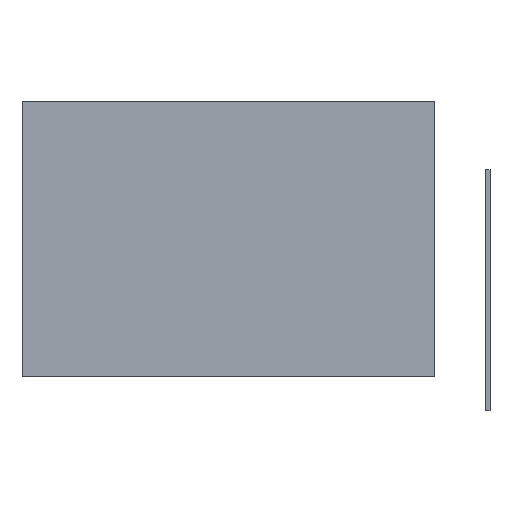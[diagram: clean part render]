
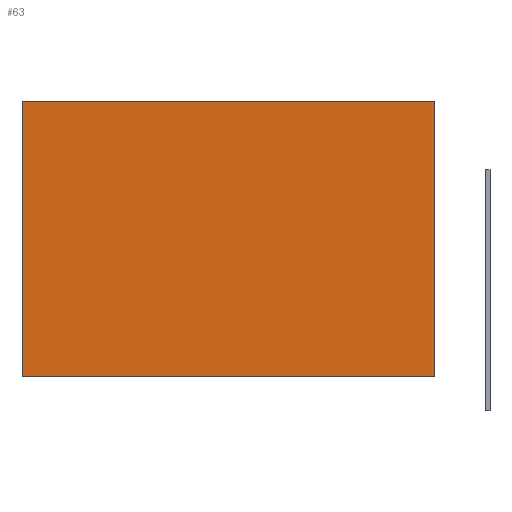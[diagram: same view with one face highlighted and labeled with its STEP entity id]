
A CAD part, top view. The second image highlights one B-rep face of the part: STEP entity #63.
In plain terms, the highlighted planar face has unit normal (0, 0, 1).
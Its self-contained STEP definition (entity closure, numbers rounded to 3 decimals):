
#63=ADVANCED_FACE('',(#99),#81,.F.);
#81=PLANE('',#374);
#99=FACE_OUTER_BOUND('',#117,.T.);
#117=EDGE_LOOP('',(#176,#177,#178,#179));
#176=ORIENTED_EDGE('',*,*,#264,.T.);
#177=ORIENTED_EDGE('',*,*,#265,.F.);
#178=ORIENTED_EDGE('',*,*,#266,.F.);
#179=ORIENTED_EDGE('',*,*,#261,.T.);
#225=VERTEX_POINT('',#514);
#226=VERTEX_POINT('',#516);
#228=VERTEX_POINT('',#522);
#229=VERTEX_POINT('',#524);
#261=EDGE_CURVE('',#226,#225,#303,.T.);
#264=EDGE_CURVE('',#225,#228,#306,.T.);
#265=EDGE_CURVE('',#229,#228,#307,.T.);
#266=EDGE_CURVE('',#226,#229,#308,.T.);
#303=LINE('',#515,#345);
#306=LINE('',#521,#348);
#307=LINE('',#523,#349);
#308=LINE('',#525,#350);
#345=VECTOR('',#428,1.);
#348=VECTOR('',#433,1.);
#349=VECTOR('',#434,1.);
#350=VECTOR('',#435,1.);
#374=AXIS2_PLACEMENT_3D('',#526,#436,#437);
#428=DIRECTION('',(-1.,0.,0.));
#433=DIRECTION('',(0.,-1.,0.));
#434=DIRECTION('',(-1.,0.,0.));
#435=DIRECTION('',(0.,-1.,0.));
#436=DIRECTION('',(0.,0.,-1.));
#437=DIRECTION('',(0.,1.,0.));
#514=CARTESIAN_POINT('',(228.453,432.42,1291.533));
#515=CARTESIAN_POINT('',(1428.453,432.42,1291.533));
#516=CARTESIAN_POINT('',(1428.453,432.42,1291.533));
#521=CARTESIAN_POINT('',(228.453,432.42,1291.533));
#522=CARTESIAN_POINT('',(228.453,-367.58,1291.533));
#523=CARTESIAN_POINT('',(1428.453,-367.58,1291.533));
#524=CARTESIAN_POINT('',(1428.453,-367.58,1291.533));
#525=CARTESIAN_POINT('',(1428.453,432.42,1291.533));
#526=CARTESIAN_POINT('',(1428.453,432.42,1291.533));
